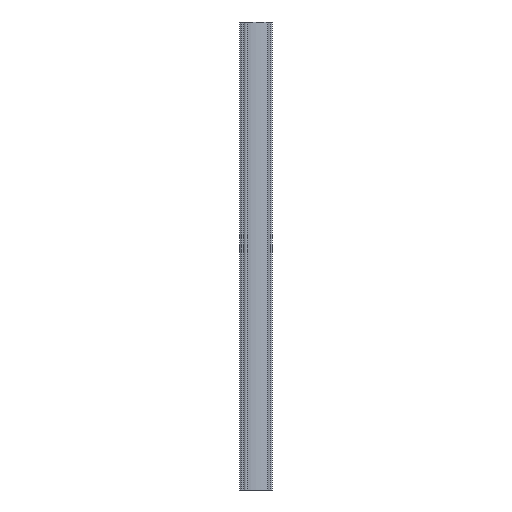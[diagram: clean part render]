
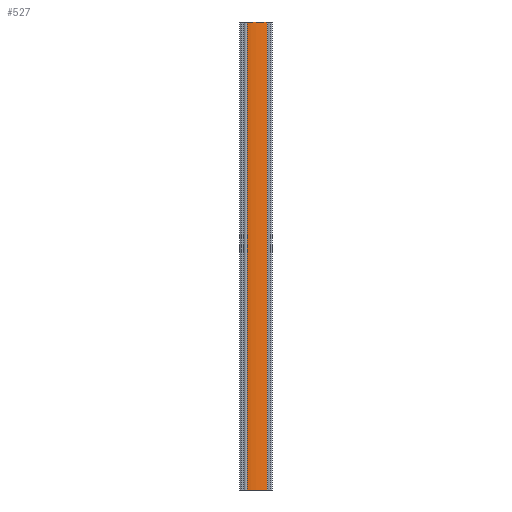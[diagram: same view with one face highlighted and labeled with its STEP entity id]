
A CAD part, front view. The second image highlights one B-rep face of the part: STEP entity #527.
In plain terms, the highlighted cylindrical face has radius 10 mm (diameter 20 mm), a partial arc.
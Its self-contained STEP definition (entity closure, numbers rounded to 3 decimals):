
#44 = PLANE('',#45);
#45 = AXIS2_PLACEMENT_3D('',#46,#47,#48);
#46 = CARTESIAN_POINT('',(-0.9,7.8,0.));
#47 = DIRECTION('',(0.,0.,1.));
#48 = DIRECTION('',(1.,0.,-0.));
#100 = PLANE('',#101);
#101 = AXIS2_PLACEMENT_3D('',#102,#103,#104);
#102 = CARTESIAN_POINT('',(-0.9,7.8,-100.));
#103 = DIRECTION('',(0.,0.,1.));
#104 = DIRECTION('',(1.,0.,-0.));
#438 = CYLINDRICAL_SURFACE('',#439,0.4);
#439 = AXIS2_PLACEMENT_3D('',#440,#441,#442);
#440 = CARTESIAN_POINT('',(0.,0.,-100.
    ));
#441 = DIRECTION('',(0.,0.,1.));
#442 = DIRECTION('',(1.,0.,-0.));
#454 = VERTEX_POINT('',#455);
#455 = CARTESIAN_POINT('',(0.327,-0.23,0.));
#479 = VERTEX_POINT('',#480);
#480 = CARTESIAN_POINT('',(0.327,-0.23,-100.));
#502 = EDGE_CURVE('',#479,#454,#503,.T.);
#503 = SURFACE_CURVE('',#504,(#508,#515),.PCURVE_S1.);
#504 = LINE('',#505,#506);
#505 = CARTESIAN_POINT('',(0.327,-0.23,-100.));
#506 = VECTOR('',#507,1.);
#507 = DIRECTION('',(0.,0.,1.));
#508 = PCURVE('',#438,#509);
#509 = DEFINITIONAL_REPRESENTATION('',(#510),#514);
#510 = LINE('',#511,#512);
#511 = CARTESIAN_POINT('',(5.671,0.));
#512 = VECTOR('',#513,1.);
#513 = DIRECTION('',(0.,1.));
#514 = ( GEOMETRIC_REPRESENTATION_CONTEXT(2) 
PARAMETRIC_REPRESENTATION_CONTEXT() REPRESENTATION_CONTEXT('2D SPACE',''
  ) );
#515 = PCURVE('',#516,#521);
#516 = CYLINDRICAL_SURFACE('',#517,10.);
#517 = AXIS2_PLACEMENT_3D('',#518,#519,#520);
#518 = CARTESIAN_POINT('',(8.506,-5.984,-100.));
#519 = DIRECTION('',(0.,0.,1.));
#520 = DIRECTION('',(1.,0.,-0.));
#521 = DEFINITIONAL_REPRESENTATION('',(#522),#526);
#522 = LINE('',#523,#524);
#523 = CARTESIAN_POINT('',(2.529,0.));
#524 = VECTOR('',#525,1.);
#525 = DIRECTION('',(0.,1.));
#526 = ( GEOMETRIC_REPRESENTATION_CONTEXT(2) 
PARAMETRIC_REPRESENTATION_CONTEXT() REPRESENTATION_CONTEXT('2D SPACE',''
  ) );
#527 = ADVANCED_FACE('',(#528),#516,.F.);
#528 = FACE_BOUND('',#529,.F.);
#529 = EDGE_LOOP('',(#530,#560,#582,#583));
#530 = ORIENTED_EDGE('',*,*,#531,.F.);
#531 = EDGE_CURVE('',#532,#534,#536,.T.);
#532 = VERTEX_POINT('',#533);
#533 = CARTESIAN_POINT('',(4.6,3.222,-100.));
#534 = VERTEX_POINT('',#535);
#535 = CARTESIAN_POINT('',(4.6,3.222,0.));
#536 = SURFACE_CURVE('',#537,(#541,#548),.PCURVE_S1.);
#537 = LINE('',#538,#539);
#538 = CARTESIAN_POINT('',(4.6,3.222,-100.));
#539 = VECTOR('',#540,1.);
#540 = DIRECTION('',(0.,0.,1.));
#541 = PCURVE('',#516,#542);
#542 = DEFINITIONAL_REPRESENTATION('',(#543),#547);
#543 = LINE('',#544,#545);
#544 = CARTESIAN_POINT('',(1.972,0.));
#545 = VECTOR('',#546,1.);
#546 = DIRECTION('',(0.,1.));
#547 = ( GEOMETRIC_REPRESENTATION_CONTEXT(2) 
PARAMETRIC_REPRESENTATION_CONTEXT() REPRESENTATION_CONTEXT('2D SPACE',''
  ) );
#548 = PCURVE('',#549,#554);
#549 = CYLINDRICAL_SURFACE('',#550,0.5);
#550 = AXIS2_PLACEMENT_3D('',#551,#552,#553);
#551 = CARTESIAN_POINT('',(4.4,3.68,-100.));
#552 = DIRECTION('',(0.,0.,1.));
#553 = DIRECTION('',(1.,0.,-0.));
#554 = DEFINITIONAL_REPRESENTATION('',(#555),#559);
#555 = LINE('',#556,#557);
#556 = CARTESIAN_POINT('',(-1.159,0.));
#557 = VECTOR('',#558,1.);
#558 = DIRECTION('',(0.,1.));
#559 = ( GEOMETRIC_REPRESENTATION_CONTEXT(2) 
PARAMETRIC_REPRESENTATION_CONTEXT() REPRESENTATION_CONTEXT('2D SPACE',''
  ) );
#560 = ORIENTED_EDGE('',*,*,#561,.T.);
#561 = EDGE_CURVE('',#532,#479,#562,.T.);
#562 = SURFACE_CURVE('',#563,(#568,#575),.PCURVE_S1.);
#563 = CIRCLE('',#564,10.);
#564 = AXIS2_PLACEMENT_3D('',#565,#566,#567);
#565 = CARTESIAN_POINT('',(8.506,-5.984,-100.));
#566 = DIRECTION('',(0.,0.,1.));
#567 = DIRECTION('',(1.,0.,-0.));
#568 = PCURVE('',#516,#569);
#569 = DEFINITIONAL_REPRESENTATION('',(#570),#574);
#570 = LINE('',#571,#572);
#571 = CARTESIAN_POINT('',(0.,0.));
#572 = VECTOR('',#573,1.);
#573 = DIRECTION('',(1.,0.));
#574 = ( GEOMETRIC_REPRESENTATION_CONTEXT(2) 
PARAMETRIC_REPRESENTATION_CONTEXT() REPRESENTATION_CONTEXT('2D SPACE',''
  ) );
#575 = PCURVE('',#100,#576);
#576 = DEFINITIONAL_REPRESENTATION('',(#577),#581);
#577 = CIRCLE('',#578,10.);
#578 = AXIS2_PLACEMENT_2D('',#579,#580);
#579 = CARTESIAN_POINT('',(9.406,-13.784));
#580 = DIRECTION('',(1.,0.));
#581 = ( GEOMETRIC_REPRESENTATION_CONTEXT(2) 
PARAMETRIC_REPRESENTATION_CONTEXT() REPRESENTATION_CONTEXT('2D SPACE',''
  ) );
#582 = ORIENTED_EDGE('',*,*,#502,.T.);
#583 = ORIENTED_EDGE('',*,*,#584,.F.);
#584 = EDGE_CURVE('',#534,#454,#585,.T.);
#585 = SURFACE_CURVE('',#586,(#591,#598),.PCURVE_S1.);
#586 = CIRCLE('',#587,10.);
#587 = AXIS2_PLACEMENT_3D('',#588,#589,#590);
#588 = CARTESIAN_POINT('',(8.506,-5.984,0.));
#589 = DIRECTION('',(0.,0.,1.));
#590 = DIRECTION('',(1.,0.,-0.));
#591 = PCURVE('',#516,#592);
#592 = DEFINITIONAL_REPRESENTATION('',(#593),#597);
#593 = LINE('',#594,#595);
#594 = CARTESIAN_POINT('',(0.,100.));
#595 = VECTOR('',#596,1.);
#596 = DIRECTION('',(1.,0.));
#597 = ( GEOMETRIC_REPRESENTATION_CONTEXT(2) 
PARAMETRIC_REPRESENTATION_CONTEXT() REPRESENTATION_CONTEXT('2D SPACE',''
  ) );
#598 = PCURVE('',#44,#599);
#599 = DEFINITIONAL_REPRESENTATION('',(#600),#604);
#600 = CIRCLE('',#601,10.);
#601 = AXIS2_PLACEMENT_2D('',#602,#603);
#602 = CARTESIAN_POINT('',(9.406,-13.784));
#603 = DIRECTION('',(1.,0.));
#604 = ( GEOMETRIC_REPRESENTATION_CONTEXT(2) 
PARAMETRIC_REPRESENTATION_CONTEXT() REPRESENTATION_CONTEXT('2D SPACE',''
  ) );
